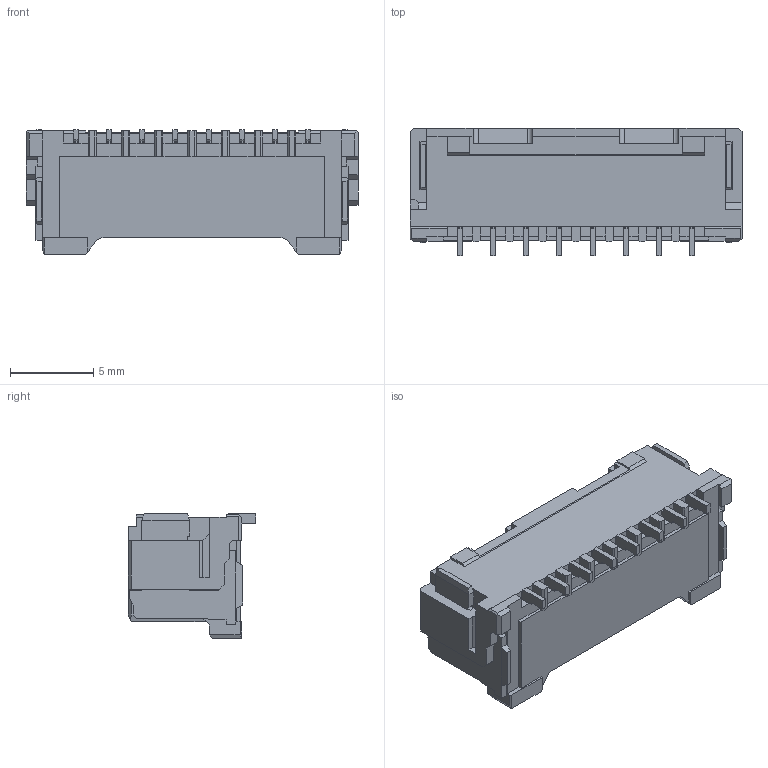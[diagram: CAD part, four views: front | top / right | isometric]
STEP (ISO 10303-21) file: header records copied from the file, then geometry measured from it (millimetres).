
FILE_DESCRIPTION((''),'2;1');
FILE_NAME('5024430870','2016-07-15T',('gsharma'),(''),'PRO/ENGINEER BY PARAMETRIC TECHNOLOGY CORPORATION, 2012310','PRO/ENGINEER BY PARAMETRIC TECHNOLOGY CORPORATION, 2012310','');
FILE_SCHEMA(('CONFIG_CONTROL_DESIGN'));
Length unit declared in the file: millimetre
Products named in the file (1): 5024430870
Bounding box: 20 x 7.7 x 7.5 mm (x, y, z)
Volume: 445.1 mm3; surface area: 1038.3 mm2
Topology: 1 solids, 1 shells, 581 faces, 1725 edges, 1135 vertices
Faces by surface type: plane 517, cylinder 62, cone 2
Entity records: 19099 total; most frequent: CARTESIAN_POINT 3489, ORIENTED_EDGE 3370, DIRECTION 2983, EDGE_CURVE 1685, VECTOR 1587, LINE 1587, VERTEX_POINT 1095, AXIS2_PLACEMENT_3D 698
